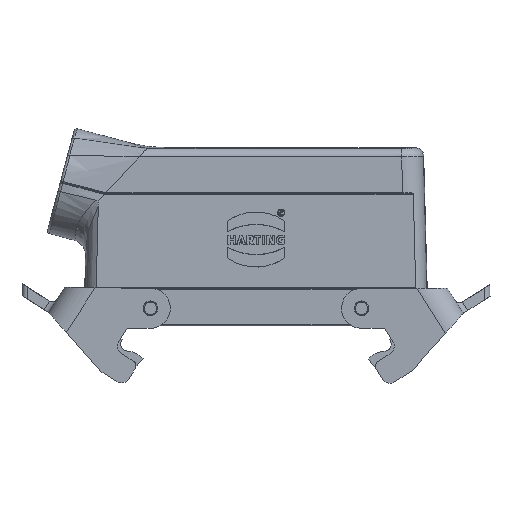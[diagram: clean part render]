
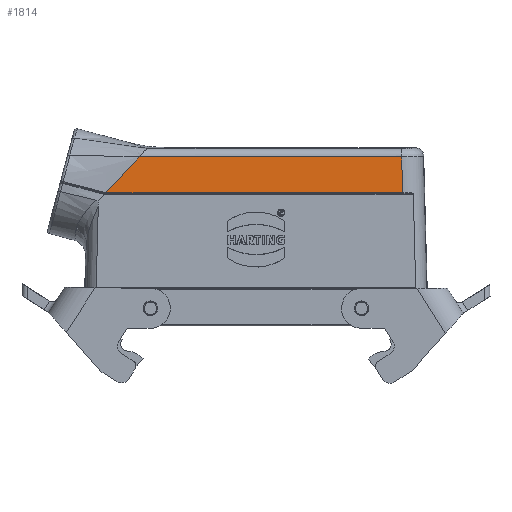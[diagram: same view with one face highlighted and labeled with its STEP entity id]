
A CAD part, front view. The second image highlights one B-rep face of the part: STEP entity #1814.
In plain terms, the highlighted planar face has unit normal (0, -1, 0.015).
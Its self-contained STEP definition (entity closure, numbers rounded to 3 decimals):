
#1775=CARTESIAN_POINT('',(60.0,-20.75,53.35));
#1776=DIRECTION('',(0.0,1.,-0.015));
#1777=DIRECTION('',(0.0,0.015,1.));
#1778=AXIS2_PLACEMENT_3D('',#1775,#1776,#1777);
#1779=PLANE('',#1778);
#1780=CARTESIAN_POINT('',(-52.562,-20.988,37.585));
#1781=VERTEX_POINT('',#1780);
#1782=CARTESIAN_POINT('',(-40.965,-20.799,50.084));
#1783=VERTEX_POINT('',#1782);
#1784=CARTESIAN_POINT('',(-52.551,-20.989,37.568));
#1785=DIRECTION('',(0.679,0.011,0.734));
#1786=VECTOR('',#1785,17.056);
#1787=LINE('',#1784,#1786);
#1788=EDGE_CURVE('',#1781,#1783,#1787,.T.);
#1789=ORIENTED_EDGE('',*,*,#1788,.F.);
#1790=CARTESIAN_POINT('',(51.38,-20.989,37.606));
#1791=VERTEX_POINT('',#1790);
#1792=CARTESIAN_POINT('',(-52.562,-20.989,37.606));
#1793=DIRECTION('',(1.0,0.0,0.0));
#1794=VECTOR('',#1793,103.942);
#1795=LINE('',#1792,#1794);
#1796=EDGE_CURVE('',#1781,#1791,#1795,.T.);
#1797=ORIENTED_EDGE('',*,*,#1796,.T.);
#1798=CARTESIAN_POINT('',(51.056,-20.799,50.084));
#1799=VERTEX_POINT('',#1798);
#1800=CARTESIAN_POINT('',(51.38,-20.989,37.606));
#1801=DIRECTION('',(-0.026,0.015,1.));
#1802=VECTOR('',#1801,12.484);
#1803=LINE('',#1800,#1802);
#1804=EDGE_CURVE('',#1791,#1799,#1803,.T.);
#1805=ORIENTED_EDGE('',*,*,#1804,.T.);
#1806=CARTESIAN_POINT('',(51.056,-20.799,50.084));
#1807=DIRECTION('',(-1.0,0.0,0.0));
#1808=VECTOR('',#1807,92.022);
#1809=LINE('',#1806,#1808);
#1810=EDGE_CURVE('',#1799,#1783,#1809,.T.);
#1811=ORIENTED_EDGE('',*,*,#1810,.T.);
#1812=EDGE_LOOP('',(#1789,#1797,#1805,#1811));
#1813=FACE_OUTER_BOUND('',#1812,.T.);
#1814=ADVANCED_FACE('',(#1813),#1779,.F.);
